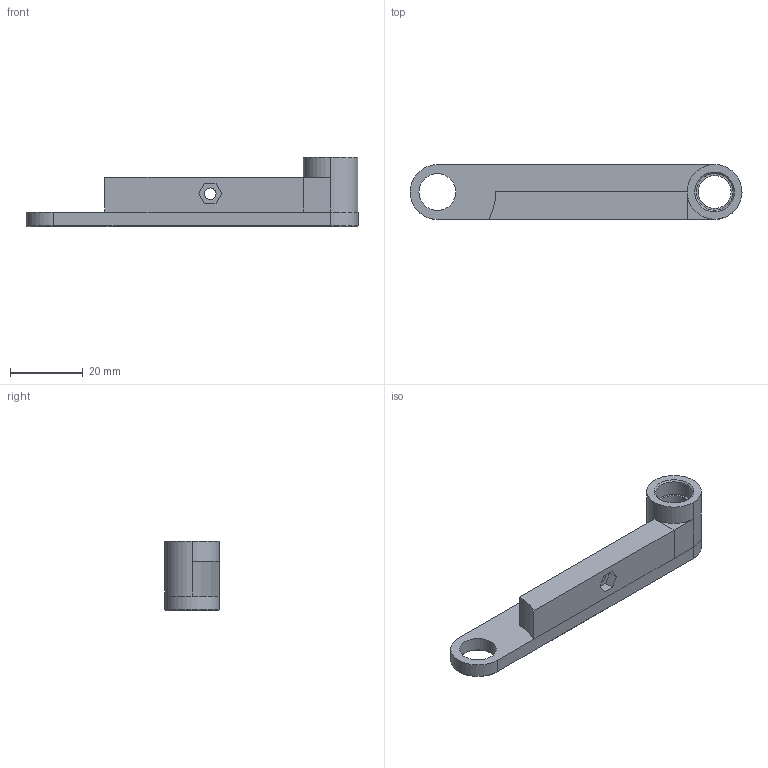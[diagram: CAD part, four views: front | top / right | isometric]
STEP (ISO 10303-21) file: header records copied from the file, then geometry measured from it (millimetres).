
FILE_DESCRIPTION(('FreeCAD Model'),'2;1');
FILE_NAME('Open CASCADE Shape Model','2025-08-15T18:33:42',(''),(''), 'Open CASCADE STEP processor 7.8','FreeCAD','Unknown');
FILE_SCHEMA(('AUTOMOTIVE_DESIGN { 1 0 10303 214 1 1 1 1 }'));
Length unit declared in the file: millimetre
Products named in the file (1): Arm_nyloc
Bounding box: 91 x 15 x 19 mm (x, y, z)
Volume: 9900.5 mm3; surface area: 5706.7 mm2
Topology: 1 solids, 1 shells, 160 faces, 437 edges, 285 vertices
Faces by surface type: extrusion 110, plane 34, cylinder 10, cone 6
Full cylindrical faces by diameter (mm): 3.2 x1, 9 x1, 10.1 x3
Entity records: 11500 total; most frequent: CARTESIAN_POINT 3527, DIRECTION 1085, VECTOR 924, ORIENTED_EDGE 874, PCURVE 874, DEFINITIONAL_REPRESENTATION 874, LINE 814, B_SPLINE_CURVE_WITH_KNOTS 562
